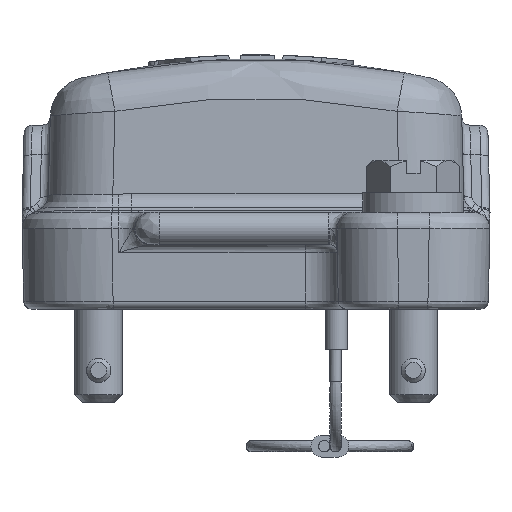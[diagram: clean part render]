
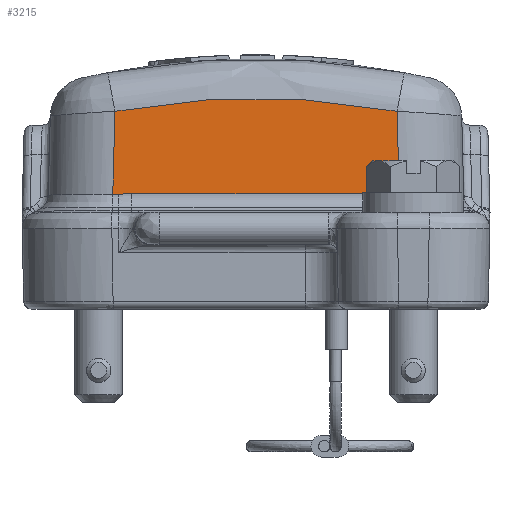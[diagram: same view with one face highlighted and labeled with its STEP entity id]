
A CAD part, left-side view. The second image highlights one B-rep face of the part: STEP entity #3215.
In plain terms, the highlighted planar face has unit normal (-1, 0, 0.026).
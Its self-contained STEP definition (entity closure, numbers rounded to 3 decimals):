
#1607=FACE_OUTER_BOUND('',#3983,.T.);
#1984=ELLIPSE('',#8819,95.033,95.);
#2210=B_SPLINE_CURVE_WITH_KNOTS('',3,(#13635,#13636,#13637,#13638,#13639,
#13640,#13641,#13642,#13643,#13644,#13645,#13646,#13647),.UNSPECIFIED.,
 .F.,.F.,(4,3,3,3,4),(0.,0.364,0.66,0.955,
1.),.UNSPECIFIED.);
#2544=LINE('',#13650,#2899);
#2545=LINE('',#13652,#2900);
#2546=LINE('',#13656,#2901);
#2547=LINE('',#13658,#2902);
#2899=VECTOR('',#9652,1.);
#2900=VECTOR('',#9653,1.);
#2901=VECTOR('',#9656,1.);
#2902=VECTOR('',#9657,1.);
#3215=ADVANCED_FACE('',(#1607),#3654,.T.);
#3654=PLANE('',#8820);
#3983=EDGE_LOOP('',(#4891,#4892,#4893,#4894,#4895,#4896));
#4891=ORIENTED_EDGE('',*,*,#7549,.T.);
#4892=ORIENTED_EDGE('',*,*,#7550,.T.);
#4893=ORIENTED_EDGE('',*,*,#7551,.T.);
#4894=ORIENTED_EDGE('',*,*,#7552,.T.);
#4895=ORIENTED_EDGE('',*,*,#7553,.T.);
#4896=ORIENTED_EDGE('',*,*,#7554,.T.);
#6823=VERTEX_POINT('',#13648);
#6824=VERTEX_POINT('',#13649);
#6825=VERTEX_POINT('',#13651);
#6826=VERTEX_POINT('',#13653);
#6827=VERTEX_POINT('',#13655);
#6828=VERTEX_POINT('',#13657);
#7549=EDGE_CURVE('',#6823,#6824,#2210,.T.);
#7550=EDGE_CURVE('',#6824,#6825,#2544,.T.);
#7551=EDGE_CURVE('',#6825,#6826,#2545,.T.);
#7552=EDGE_CURVE('',#6826,#6827,#1984,.T.);
#7553=EDGE_CURVE('',#6827,#6828,#2546,.T.);
#7554=EDGE_CURVE('',#6828,#6823,#2547,.T.);
#8819=AXIS2_PLACEMENT_3D('',#13654,#9654,#9655);
#8820=AXIS2_PLACEMENT_3D('',#13659,#9658,#9659);
#9652=DIRECTION('',(0.,-1.,0.));
#9653=DIRECTION('',(0.026,0.026,0.999));
#9654=DIRECTION('',(-1.,0.,0.026));
#9655=DIRECTION('',(-0.026,0.,-1.));
#9656=DIRECTION('',(-0.026,0.026,-0.999));
#9657=DIRECTION('',(0.,-1.,0.));
#9658=DIRECTION('',(-1.,0.,0.026));
#9659=DIRECTION('',(0.026,0.,1.));
#13635=CARTESIAN_POINT('',(-74.347,16.996,5.84));
#13636=CARTESIAN_POINT('',(-74.347,16.8,5.839));
#13637=CARTESIAN_POINT('',(-74.347,16.605,5.843));
#13638=CARTESIAN_POINT('',(-74.347,16.409,5.85));
#13639=CARTESIAN_POINT('',(-74.347,16.25,5.855));
#13640=CARTESIAN_POINT('',(-74.346,16.091,5.862));
#13641=CARTESIAN_POINT('',(-74.346,15.933,5.869));
#13642=CARTESIAN_POINT('',(-74.346,15.774,5.876));
#13643=CARTESIAN_POINT('',(-74.346,15.615,5.884));
#13644=CARTESIAN_POINT('',(-74.346,15.456,5.891));
#13645=CARTESIAN_POINT('',(-74.346,15.432,5.892));
#13646=CARTESIAN_POINT('',(-74.346,15.408,5.893));
#13647=CARTESIAN_POINT('',(-74.346,15.384,5.894));
#13648=CARTESIAN_POINT('',(-74.347,16.996,5.84));
#13649=CARTESIAN_POINT('',(-74.346,15.384,5.893));
#13650=CARTESIAN_POINT('',(-74.346,-17.778,5.892));
#13651=CARTESIAN_POINT('',(-74.346,-17.748,5.892));
#13652=CARTESIAN_POINT('',(-74.488,-17.89,0.468));
#13653=CARTESIAN_POINT('',(-74.078,-17.481,16.109));
#13654=CARTESIAN_POINT('',(-76.523,0.,-77.269));
#13655=CARTESIAN_POINT('',(-74.078,17.481,16.109));
#13656=CARTESIAN_POINT('',(-74.488,17.89,0.468));
#13657=CARTESIAN_POINT('',(-74.347,17.75,5.84));
#13658=CARTESIAN_POINT('',(-74.347,17.,5.84));
#13659=CARTESIAN_POINT('',(-74.5,0.,0.));
